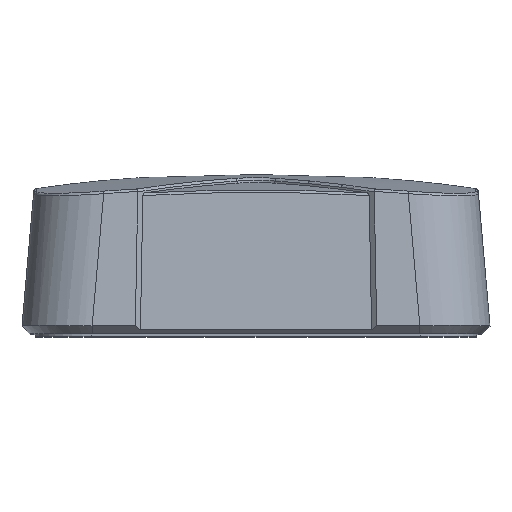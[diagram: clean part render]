
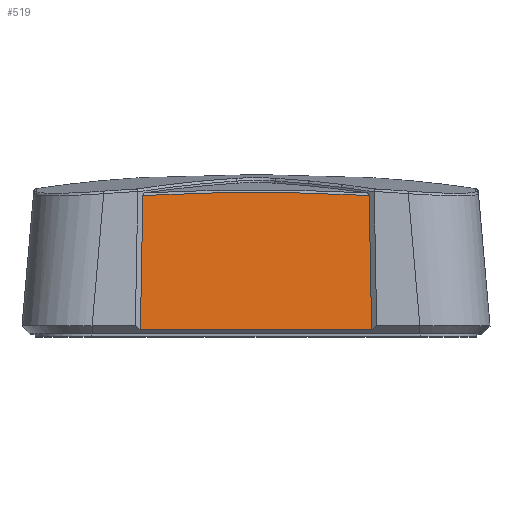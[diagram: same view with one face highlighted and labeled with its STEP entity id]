
A CAD part, top view. The second image highlights one B-rep face of the part: STEP entity #519.
In plain terms, the highlighted planar face has unit normal (0, 0.087, 0.996).
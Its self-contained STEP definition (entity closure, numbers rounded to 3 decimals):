
#112 = LINE ( 'NONE', #4714, #5339 ) ;
#134 = ORIENTED_EDGE ( 'NONE', *, *, #2176, .F. ) ;
#141 = CARTESIAN_POINT ( 'NONE',  ( 12.05, 14.73, 23.204 ) ) ;
#425 = CARTESIAN_POINT ( 'NONE',  ( -12.317, 0., 24.493 ) ) ;
#519 = ADVANCED_FACE ( 'NONE', ( #5379 ), #2916, .F. ) ;
#721 = DIRECTION ( 'NONE',  ( 0., 0.996, -0.087 ) ) ;
#745 = VERTEX_POINT ( 'NONE', #141 ) ;
#750 = DIRECTION ( 'NONE',  ( 0., 0.087, 0.996 ) ) ;
#1208 = CARTESIAN_POINT ( 'NONE',  ( -12.05, 14.73, 23.204 ) ) ;
#1228 = EDGE_CURVE ( 'NONE', #4148, #1544, #112, .T. ) ;
#1544 = VERTEX_POINT ( 'NONE', #6593 ) ;
#2143 = ORIENTED_EDGE ( 'NONE', *, *, #7176, .T. ) ;
#2176 = EDGE_CURVE ( 'NONE', #4148, #7468, #7879, .T. ) ;
#2273 = DIRECTION ( 'NONE',  ( -1., 0., 0. ) ) ;
#2641 = CARTESIAN_POINT ( 'NONE',  ( 12.027, 15.988, 23.094 ) ) ;
#2916 = PLANE ( 'NONE',  #8026 ) ;
#2984 = CARTESIAN_POINT ( 'NONE',  ( 12.933, -0.408, 24.528 ) ) ;
#3280 = DIRECTION ( 'NONE',  ( 0.018, -0.996, 0.087 ) ) ;
#3524 = CIRCLE ( 'NONE', #7432, 220.647 ) ;
#4148 = VERTEX_POINT ( 'NONE', #6198 ) ;
#4410 = ORIENTED_EDGE ( 'NONE', *, *, #5520, .F. ) ;
#4714 = CARTESIAN_POINT ( 'NONE',  ( -26.244, 0.413, 24.456 ) ) ;
#4993 = VECTOR ( 'NONE', #8089, 1000. ) ;
#5339 = VECTOR ( 'NONE', #6520, 1000. ) ;
#5379 = FACE_OUTER_BOUND ( 'NONE', #6400, .T. ) ;
#5520 = EDGE_CURVE ( 'NONE', #745, #1544, #7304, .T. ) ;
#6112 = VECTOR ( 'NONE', #3280, 1000. ) ;
#6198 = CARTESIAN_POINT ( 'NONE',  ( -12.309, 0.413, 24.456 ) ) ;
#6400 = EDGE_LOOP ( 'NONE', ( #4410, #2143, #134, #7707 ) ) ;
#6511 = CARTESIAN_POINT ( 'NONE',  ( 0., -204.749, 42.406 ) ) ;
#6520 = DIRECTION ( 'NONE',  ( 1., 0., 0. ) ) ;
#6593 = CARTESIAN_POINT ( 'NONE',  ( 12.309, 0.413, 24.456 ) ) ;
#6966 = DIRECTION ( 'NONE',  ( 0., -0.087, -0.996 ) ) ;
#7176 = EDGE_CURVE ( 'NONE', #745, #7468, #3524, .T. ) ;
#7304 = LINE ( 'NONE', #2641, #6112 ) ;
#7432 = AXIS2_PLACEMENT_3D ( 'NONE', #6511, #750, #721 ) ;
#7468 = VERTEX_POINT ( 'NONE', #1208 ) ;
#7707 = ORIENTED_EDGE ( 'NONE', *, *, #1228, .T. ) ;
#7879 = LINE ( 'NONE', #425, #4993 ) ;
#8026 = AXIS2_PLACEMENT_3D ( 'NONE', #2984, #6966, #2273 ) ;
#8089 = DIRECTION ( 'NONE',  ( 0.018, 0.996, -0.087 ) ) ;
